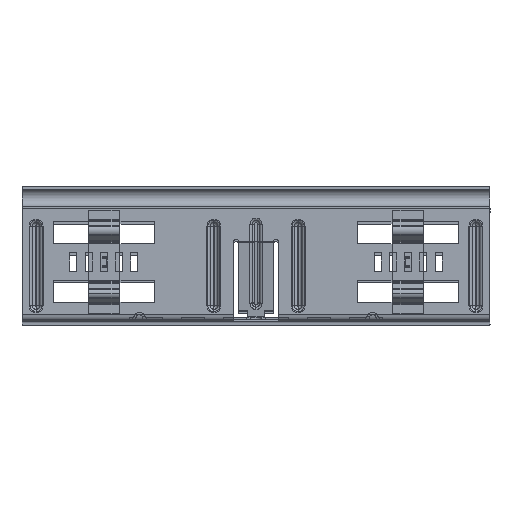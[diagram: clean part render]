
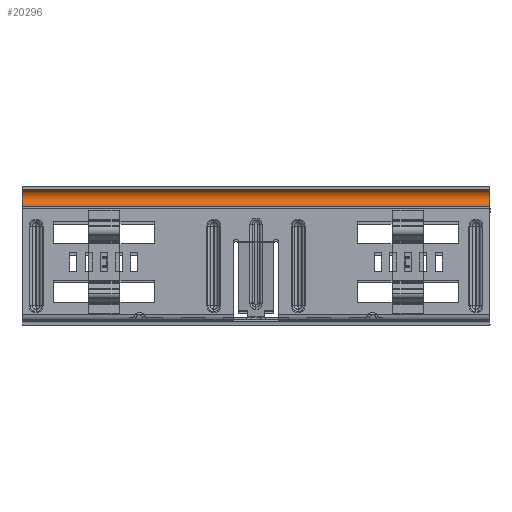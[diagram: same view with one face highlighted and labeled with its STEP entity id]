
A CAD part, top view. The second image highlights one B-rep face of the part: STEP entity #20296.
In plain terms, the highlighted cylindrical face has radius 3.7 mm (diameter 7.4 mm), a partial arc.
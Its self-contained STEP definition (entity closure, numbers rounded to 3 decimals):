
#1205 = VERTEX_POINT ( 'NONE', #7484 ) ;
#1783 = ORIENTED_EDGE ( 'NONE', *, *, #4081, .T. ) ;
#1895 = DIRECTION ( 'NONE',  ( 0., 0., -1. ) ) ;
#2521 = CARTESIAN_POINT ( 'NONE',  ( 4.75, 56.571, 100. ) ) ;
#2666 = ORIENTED_EDGE ( 'NONE', *, *, #12862, .T. ) ;
#3692 = VECTOR ( 'NONE', #12306, 1000. ) ;
#3906 = DIRECTION ( 'NONE',  ( 0., 0., -1. ) ) ;
#4081 = EDGE_CURVE ( 'NONE', #18794, #17704, #18092, .T. ) ;
#4204 = AXIS2_PLACEMENT_3D ( 'NONE', #6662, #1895, #11422 ) ;
#4226 = CIRCLE ( 'NONE', #20348, 3.7 ) ;
#5054 = AXIS2_PLACEMENT_3D ( 'NONE', #6410, #17496, #7990 ) ;
#6410 = CARTESIAN_POINT ( 'NONE',  ( 4.75, 52.871, 100. ) ) ;
#6632 = CARTESIAN_POINT ( 'NONE',  ( 4.75, 49.171, 100. ) ) ;
#6662 = CARTESIAN_POINT ( 'NONE',  ( 4.75, 52.871, 200.417 ) ) ;
#7232 = ORIENTED_EDGE ( 'NONE', *, *, #8618, .F. ) ;
#7484 = CARTESIAN_POINT ( 'NONE',  ( 4.75, 49.171, -100. ) ) ;
#7990 = DIRECTION ( 'NONE',  ( 0., -1., 0. ) ) ;
#8092 = DIRECTION ( 'NONE',  ( 0., 0., -1. ) ) ;
#8618 = EDGE_CURVE ( 'NONE', #15204, #1205, #13105, .T. ) ;
#8812 = CARTESIAN_POINT ( 'NONE',  ( 4.75, 56.571, -100. ) ) ;
#9446 = FACE_OUTER_BOUND ( 'NONE', #10385, .T. ) ;
#10149 = VECTOR ( 'NONE', #3906, 1000. ) ;
#10385 = EDGE_LOOP ( 'NONE', ( #2666, #7232, #17999, #1783 ) ) ;
#10714 = CARTESIAN_POINT ( 'NONE',  ( 4.75, 49.171, 100. ) ) ;
#10994 = EDGE_CURVE ( 'NONE', #15204, #18794, #20412, .T. ) ;
#11422 = DIRECTION ( 'NONE',  ( 0., 1., 0. ) ) ;
#12306 = DIRECTION ( 'NONE',  ( 0., 0., -1. ) ) ;
#12862 = EDGE_CURVE ( 'NONE', #17704, #1205, #4226, .T. ) ;
#13105 = LINE ( 'NONE', #10714, #3692 ) ;
#15204 = VERTEX_POINT ( 'NONE', #6632 ) ;
#17381 = CYLINDRICAL_SURFACE ( 'NONE', #4204, 3.7 ) ;
#17496 = DIRECTION ( 'NONE',  ( 0., 0., 1. ) ) ;
#17587 = CARTESIAN_POINT ( 'NONE',  ( 4.75, 52.871, -100. ) ) ;
#17704 = VERTEX_POINT ( 'NONE', #8812 ) ;
#17999 = ORIENTED_EDGE ( 'NONE', *, *, #10994, .T. ) ;
#18092 = LINE ( 'NONE', #18146, #10149 ) ;
#18146 = CARTESIAN_POINT ( 'NONE',  ( 4.75, 56.571, 100. ) ) ;
#18794 = VERTEX_POINT ( 'NONE', #2521 ) ;
#19169 = DIRECTION ( 'NONE',  ( 0., 1., 0. ) ) ;
#20296 = ADVANCED_FACE ( 'NONE', ( #9446 ), #17381, .F. ) ;
#20348 = AXIS2_PLACEMENT_3D ( 'NONE', #17587, #8092, #19169 ) ;
#20412 = CIRCLE ( 'NONE', #5054, 3.7 ) ;
